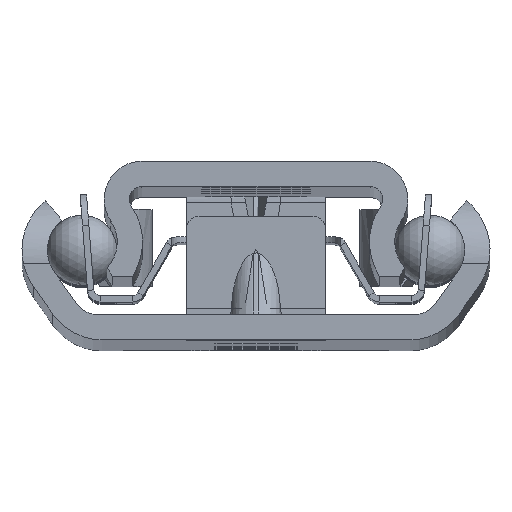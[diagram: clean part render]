
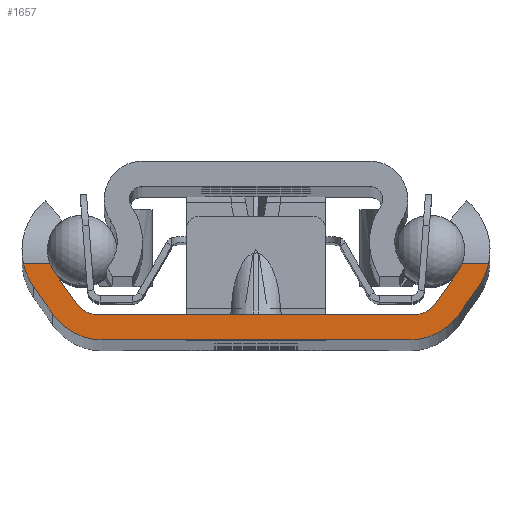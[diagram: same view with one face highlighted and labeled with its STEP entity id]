
A CAD part, top view. The second image highlights one B-rep face of the part: STEP entity #1657.
In plain terms, the highlighted planar face has unit normal (0, 0, 1).
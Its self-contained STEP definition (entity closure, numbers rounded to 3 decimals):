
#36=DIRECTION('',(-1.,0.,0.));
#37=VECTOR('',#36,2.086);
#38=CARTESIAN_POINT('',(18.377,6.,0.));
#39=LINE('',#38,#37);
#40=CARTESIAN_POINT('',(13.5,7.1,0.));
#41=DIRECTION('',(0.,0.,1.));
#42=DIRECTION('',(0.819,-0.574,0.));
#43=AXIS2_PLACEMENT_3D('',#40,#41,#42);
#45=DIRECTION('',(0.574,0.819,0.));
#46=VECTOR('',#45,2.694);
#47=CARTESIAN_POINT('',(16.051,2.026,0.));
#48=LINE('',#47,#46);
#49=DIRECTION('',(1.,0.,0.));
#50=VECTOR('',#49,24.319);
#51=CARTESIAN_POINT('',(-12.16,0.,0.));
#52=LINE('',#51,#50);
#53=DIRECTION('',(0.574,-0.819,0.));
#54=VECTOR('',#53,2.694);
#55=CARTESIAN_POINT('',(-17.596,4.232,0.));
#56=LINE('',#55,#54);
#57=CARTESIAN_POINT('',(-13.5,7.1,0.));
#58=DIRECTION('',(0.,0.,1.));
#59=DIRECTION('',(-0.975,-0.22,0.));
#60=AXIS2_PLACEMENT_3D('',#57,#58,#59);
#62=DIRECTION('',(-1.,0.,0.));
#63=VECTOR('',#62,2.086);
#64=CARTESIAN_POINT('',(-16.291,6.,0.));
#65=LINE('',#64,#63);
#66=CARTESIAN_POINT('',(-13.5,7.1,0.));
#67=DIRECTION('',(0.,0.,-1.));
#68=DIRECTION('',(-0.819,-0.574,0.));
#69=AXIS2_PLACEMENT_3D('',#66,#67,#68);
#71=DIRECTION('',(-0.574,0.819,0.));
#72=VECTOR('',#71,3.084);
#73=CARTESIAN_POINT('',(-14.188,2.853,0.));
#74=LINE('',#73,#72);
#75=DIRECTION('',(-1.,0.,0.));
#76=VECTOR('',#75,25.1);
#77=CARTESIAN_POINT('',(12.55,2.,0.));
#78=LINE('',#77,#76);
#79=DIRECTION('',(-0.574,-0.819,0.));
#80=VECTOR('',#79,3.084);
#81=CARTESIAN_POINT('',(15.957,5.379,0.));
#82=LINE('',#81,#80);
#83=CARTESIAN_POINT('',(13.5,7.1,0.));
#84=DIRECTION('',(0.,0.,-1.));
#85=DIRECTION('',(0.93,-0.367,0.));
#86=AXIS2_PLACEMENT_3D('',#83,#84,#85);
#126=CARTESIAN_POINT('',(12.55,4.,0.));
#127=DIRECTION('',(0.,0.,-1.));
#128=DIRECTION('',(0.819,-0.574,0.));
#129=AXIS2_PLACEMENT_3D('',#126,#127,#128);
#386=CARTESIAN_POINT('',(-12.55,4.,0.));
#387=DIRECTION('',(0.,0.,-1.));
#388=DIRECTION('',(0.,-1.,0.));
#389=AXIS2_PLACEMENT_3D('',#386,#387,#388);
#468=CARTESIAN_POINT('',(-12.16,4.75,0.));
#469=DIRECTION('',(0.,0.,1.));
#470=DIRECTION('',(-0.819,-0.574,0.));
#471=AXIS2_PLACEMENT_3D('',#468,#469,#470);
#668=CARTESIAN_POINT('',(12.16,4.75,0.));
#669=DIRECTION('',(0.,0.,1.));
#670=DIRECTION('',(0.,-1.,0.));
#671=AXIS2_PLACEMENT_3D('',#668,#669,#670);
#1350=CARTESIAN_POINT('',(-15.957,5.379,0.));
#1351=VERTEX_POINT('',#1350);
#1352=CARTESIAN_POINT('',(-17.596,4.232,0.));
#1353=VERTEX_POINT('',#1352);
#1354=CARTESIAN_POINT('',(17.596,4.232,0.));
#1355=VERTEX_POINT('',#1354);
#1356=CARTESIAN_POINT('',(15.957,5.379,0.));
#1357=VERTEX_POINT('',#1356);
#1359=CARTESIAN_POINT('',(12.55,2.,0.));
#1361=VERTEX_POINT('',#1359);
#1363=CARTESIAN_POINT('',(14.188,2.853,
0.));
#1365=VERTEX_POINT('',#1363);
#1367=CARTESIAN_POINT('',(-14.188,2.853,0.));
#1369=VERTEX_POINT('',#1367);
#1371=CARTESIAN_POINT('',(-12.55,2.,0.));
#1373=VERTEX_POINT('',#1371);
#1374=CARTESIAN_POINT('',(16.051,2.026,0.));
#1376=VERTEX_POINT('',#1374);
#1380=CARTESIAN_POINT('',(12.16,0.,0.));
#1381=VERTEX_POINT('',#1380);
#1382=CARTESIAN_POINT('',(-12.16,0.,0.));
#1384=VERTEX_POINT('',#1382);
#1388=CARTESIAN_POINT('',(-16.051,2.026,0.));
#1389=VERTEX_POINT('',#1388);
#1390=CARTESIAN_POINT('',(18.377,6.,0.));
#1391=CARTESIAN_POINT('',(16.291,6.,0.));
#1392=VERTEX_POINT('',#1390);
#1393=VERTEX_POINT('',#1391);
#1394=CARTESIAN_POINT('',(-16.291,6.,0.));
#1395=CARTESIAN_POINT('',(-18.377,6.,0.));
#1396=VERTEX_POINT('',#1394);
#1397=VERTEX_POINT('',#1395);
#1618=CARTESIAN_POINT('',(0.,0.,0.));
#1619=DIRECTION('',(0.,0.,1.));
#1620=DIRECTION('',(1.,0.,0.));
#1621=AXIS2_PLACEMENT_3D('',#1618,#1619,#1620);
#1622=PLANE('',#1621);
#1624=ORIENTED_EDGE('',*,*,#1623,.F.);
#1626=ORIENTED_EDGE('',*,*,#1625,.F.);
#1628=ORIENTED_EDGE('',*,*,#1627,.F.);
#1630=ORIENTED_EDGE('',*,*,#1629,.F.);
#1632=ORIENTED_EDGE('',*,*,#1631,.F.);
#1634=ORIENTED_EDGE('',*,*,#1633,.F.);
#1636=ORIENTED_EDGE('',*,*,#1635,.F.);
#1638=ORIENTED_EDGE('',*,*,#1637,.F.);
#1640=ORIENTED_EDGE('',*,*,#1639,.F.);
#1642=ORIENTED_EDGE('',*,*,#1641,.F.);
#1644=ORIENTED_EDGE('',*,*,#1643,.F.);
#1646=ORIENTED_EDGE('',*,*,#1645,.F.);
#1648=ORIENTED_EDGE('',*,*,#1647,.F.);
#1650=ORIENTED_EDGE('',*,*,#1649,.F.);
#1652=ORIENTED_EDGE('',*,*,#1651,.F.);
#1654=ORIENTED_EDGE('',*,*,#1653,.F.);
#1655=EDGE_LOOP('',(#1624,#1626,#1628,#1630,#1632,#1634,#1636,#1638,#1640,#1642,
#1644,#1646,#1648,#1650,#1652,#1654));
#1656=FACE_OUTER_BOUND('',#1655,.F.);
#1657=ADVANCED_FACE('',(#1656),#1622,.T.);
#44=CIRCLE('',#43,5.);
#61=CIRCLE('',#60,5.);
#70=CIRCLE('',#69,3.);
#87=CIRCLE('',#86,3.);
#130=CIRCLE('',#129,2.);
#390=CIRCLE('',#389,2.);
#472=CIRCLE('',#471,4.75);
#672=CIRCLE('',#671,4.75);
#1623=EDGE_CURVE('',#1392,#1393,#39,.T.);
#1625=EDGE_CURVE('',#1355,#1392,#44,.T.);
#1627=EDGE_CURVE('',#1376,#1355,#48,.T.);
#1629=EDGE_CURVE('',#1381,#1376,#672,.T.);
#1631=EDGE_CURVE('',#1384,#1381,#52,.T.);
#1633=EDGE_CURVE('',#1389,#1384,#472,.T.);
#1635=EDGE_CURVE('',#1353,#1389,#56,.T.);
#1637=EDGE_CURVE('',#1397,#1353,#61,.T.);
#1639=EDGE_CURVE('',#1396,#1397,#65,.T.);
#1641=EDGE_CURVE('',#1351,#1396,#70,.T.);
#1643=EDGE_CURVE('',#1369,#1351,#74,.T.);
#1645=EDGE_CURVE('',#1373,#1369,#390,.T.);
#1647=EDGE_CURVE('',#1361,#1373,#78,.T.);
#1649=EDGE_CURVE('',#1365,#1361,#130,.T.);
#1651=EDGE_CURVE('',#1357,#1365,#82,.T.);
#1653=EDGE_CURVE('',#1393,#1357,#87,.T.);
